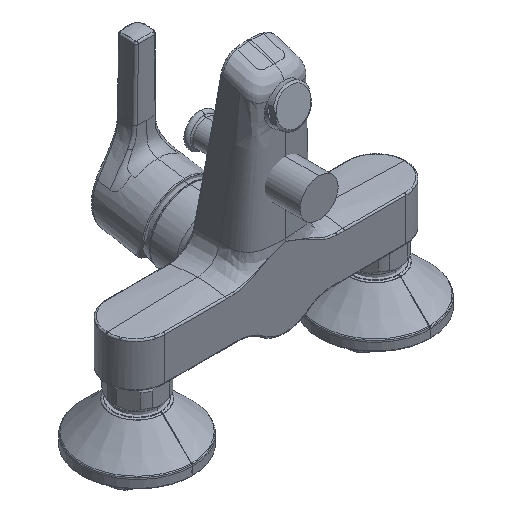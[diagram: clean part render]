
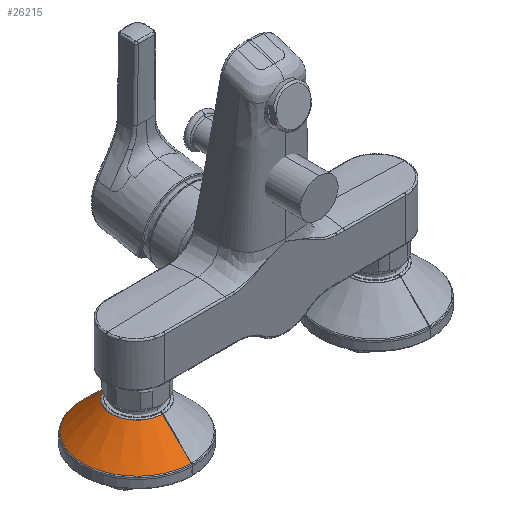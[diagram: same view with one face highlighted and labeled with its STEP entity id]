
A CAD part, isometric view. The second image highlights one B-rep face of the part: STEP entity #26215.
In plain terms, the highlighted conical face has half-angle 45.496 degrees and reference radius 35 mm.
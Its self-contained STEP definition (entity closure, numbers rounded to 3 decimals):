
#97 = CARTESIAN_POINT ( 'NONE',  ( -108.302, 8.92, -49.92 ) ) ;
#109 = AXIS2_PLACEMENT_3D ( 'NONE', #28458, #13052, #31011 ) ;
#435 = CARTESIAN_POINT ( 'NONE',  ( -100.918, -22.734, -49.92 ) ) ;
#1029 = EDGE_CURVE ( 'NONE', #30962, #17274, #27250, .T. ) ;
#1853 = VERTEX_POINT ( 'NONE', #32508 ) ;
#2889 = CARTESIAN_POINT ( 'NONE',  ( -77.252, 34.402, -49.92 ) ) ;
#3008 = CARTESIAN_POINT ( 'NONE',  ( -95.985, -27.353, -49.92 ) ) ;
#3472 = CARTESIAN_POINT ( 'NONE',  ( -86.085, -32.645, -49.92 ) ) ;
#4135 = LINE ( 'NONE', #8952, #23015 ) ;
#5053 = AXIS2_PLACEMENT_3D ( 'NONE', #15870, #10711, #28786 ) ;
#5584 = CARTESIAN_POINT ( 'NONE',  ( -109.18, -4.503, -49.92 ) ) ;
#5695 = CARTESIAN_POINT ( 'NONE',  ( -102.353, 20.985, -49.92 ) ) ;
#7560 = CARTESIAN_POINT ( 'NONE',  ( -75., 34.402, -49.92 ) ) ;
#7798 = VERTEX_POINT ( 'NONE', #21110 ) ;
#8169 = CARTESIAN_POINT ( 'NONE',  ( -79.503, -34.18, -49.92 ) ) ;
#8285 = CARTESIAN_POINT ( 'NONE',  ( -102.353, -20.985, -49.92 ) ) ;
#8952 = CARTESIAN_POINT ( 'NONE',  ( -75., -35., -50.508 ) ) ;
#9480 = CARTESIAN_POINT ( 'NONE',  ( -75., 35., -50.508 ) ) ;
#9832 = CARTESIAN_POINT ( 'NONE',  ( -75., 34.402, -49.92 ) ) ;
#10711 = DIRECTION ( 'NONE',  ( 0., 0., -1. ) ) ;
#10759 = CARTESIAN_POINT ( 'NONE',  ( -97.734, -25.918, -49.92 ) ) ;
#12801 = ORIENTED_EDGE ( 'NONE', *, *, #23863, .T. ) ;
#13052 = DIRECTION ( 'NONE',  ( 0., 0., -1. ) ) ;
#13088 = CARTESIAN_POINT ( 'NONE',  ( -90.245, -30.922, -49.92 ) ) ;
#13207 = CARTESIAN_POINT ( 'NONE',  ( -108.302, -8.92, -49.92 ) ) ;
#14191 = FACE_OUTER_BOUND ( 'NONE', #17240, .T. ) ;
#14365 = EDGE_CURVE ( 'NONE', #1853, #30962, #18281, .T. ) ;
#15111 = CARTESIAN_POINT ( 'NONE',  ( -97.734, 25.918, -49.92 ) ) ;
#15870 = CARTESIAN_POINT ( 'NONE',  ( -75., 0., -50.508 ) ) ;
#15920 = CARTESIAN_POINT ( 'NONE',  ( -79.503, 34.18, -49.92 ) ) ;
#17240 = EDGE_LOOP ( 'NONE', ( #18668, #12801, #28916, #21147 ) ) ;
#17274 = VERTEX_POINT ( 'NONE', #25305 ) ;
#17586 = CARTESIAN_POINT ( 'NONE',  ( -86.085, 32.645, -49.92 ) ) ;
#18261 = CARTESIAN_POINT ( 'NONE',  ( -105.922, -15.245, -49.92 ) ) ;
#18281 = LINE ( 'NONE', #9480, #19892 ) ;
#18383 = CARTESIAN_POINT ( 'NONE',  ( -75., -34.402, -49.92 ) ) ;
#18668 = ORIENTED_EDGE ( 'NONE', *, *, #24301, .F. ) ;
#18732 = CARTESIAN_POINT ( 'NONE',  ( -83.92, 33.302, -49.92 ) ) ;
#19892 = VECTOR ( 'NONE', #27447, 1000. ) ;
#21084 = CARTESIAN_POINT ( 'NONE',  ( -83.92, -33.302, -49.92 ) ) ;
#21110 = CARTESIAN_POINT ( 'NONE',  ( -75., -16.252, -32.082 ) ) ;
#21147 = ORIENTED_EDGE ( 'NONE', *, *, #1029, .T. ) ;
#22643 = CARTESIAN_POINT ( 'NONE',  ( -100.918, 22.734, -49.92 ) ) ;
#23015 = VECTOR ( 'NONE', #26911, 1000. ) ;
#23777 = CARTESIAN_POINT ( 'NONE',  ( -109.18, 4.503, -49.92 ) ) ;
#23863 = EDGE_CURVE ( 'NONE', #7798, #1853, #31444, .T. ) ;
#24301 = EDGE_CURVE ( 'NONE', #7798, #17274, #4135, .T. ) ;
#25225 = CARTESIAN_POINT ( 'NONE',  ( -95.985, 27.353, -49.92 ) ) ;
#25305 = CARTESIAN_POINT ( 'NONE',  ( -75., -34.402, -49.92 ) ) ;
#25837 = CONICAL_SURFACE ( 'NONE', #5053, 35., 0.794 ) ;
#25888 = CARTESIAN_POINT ( 'NONE',  ( -109.402, 2.252, -49.92 ) ) ;
#26009 = CARTESIAN_POINT ( 'NONE',  ( -104.855, -17.241, -49.92 ) ) ;
#26215 = ADVANCED_FACE ( 'NONE', ( #14191 ), #25837, .T. ) ;
#26231 = CARTESIAN_POINT ( 'NONE',  ( -77.252, -34.402, -49.92 ) ) ;
#26471 = CARTESIAN_POINT ( 'NONE',  ( -107.645, 11.085, -49.92 ) ) ;
#26911 = DIRECTION ( 'NONE',  ( 0., -0.713, -0.701 ) ) ;
#27250 = B_SPLINE_CURVE_WITH_KNOTS ( 'NONE', 3,
 ( #9832, #2889, #15920, #18732, #17586, #30482, #28029, #25225, #15111, #22643, #5695, #30823, #27800, #26471, #97, #23777, #25888, #32933, #5584, #13207, #28605, #18261, #26009, #8285, #435, #10759, #3008, #31163, #13088, #3472, #21084, #8169, #26231, #18383 ),
 .UNSPECIFIED., .F., .F.,
 ( 4, 2, 2, 2, 2, 2, 2, 2, 2, 2, 2, 2, 2, 2, 2, 2, 4 ),
 ( 0., 0.031, 0.063, 0.094, 0.125, 0.156, 0.188, 0.219, 0.25, 0.281, 0.313, 0.344, 0.375, 0.406, 0.438, 0.469, 0.5 ),
 .UNSPECIFIED. ) ;
#27447 = DIRECTION ( 'NONE',  ( 0., 0.713, -0.701 ) ) ;
#27800 = CARTESIAN_POINT ( 'NONE',  ( -105.922, 15.245, -49.92 ) ) ;
#28029 = CARTESIAN_POINT ( 'NONE',  ( -92.241, 29.855, -49.92 ) ) ;
#28458 = CARTESIAN_POINT ( 'NONE',  ( -75., 0., -32.082 ) ) ;
#28605 = CARTESIAN_POINT ( 'NONE',  ( -107.645, -11.085, -49.92 ) ) ;
#28786 = DIRECTION ( 'NONE',  ( 0., 1., 0. ) ) ;
#28916 = ORIENTED_EDGE ( 'NONE', *, *, #14365, .T. ) ;
#30482 = CARTESIAN_POINT ( 'NONE',  ( -90.245, 30.922, -49.92 ) ) ;
#30823 = CARTESIAN_POINT ( 'NONE',  ( -104.855, 17.241, -49.92 ) ) ;
#30962 = VERTEX_POINT ( 'NONE', #7560 ) ;
#31011 = DIRECTION ( 'NONE',  ( 0., 1., 0. ) ) ;
#31163 = CARTESIAN_POINT ( 'NONE',  ( -92.241, -29.855, -49.92 ) ) ;
#31444 = CIRCLE ( 'NONE', #109, 16.252 ) ;
#32508 = CARTESIAN_POINT ( 'NONE',  ( -75., 16.252, -32.082 ) ) ;
#32933 = CARTESIAN_POINT ( 'NONE',  ( -109.402, -2.252, -49.92 ) ) ;
